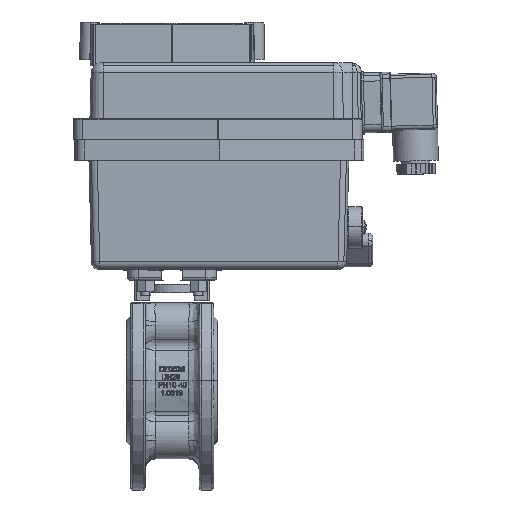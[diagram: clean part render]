
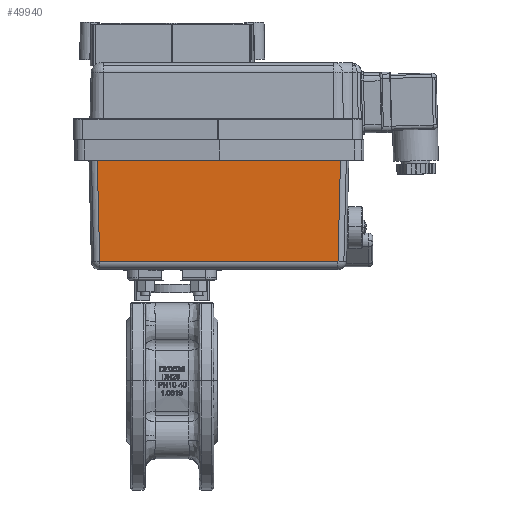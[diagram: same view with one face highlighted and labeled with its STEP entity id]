
A CAD part, top view. The second image highlights one B-rep face of the part: STEP entity #49940.
In plain terms, the highlighted planar face has unit normal (0, -0.024, 1).
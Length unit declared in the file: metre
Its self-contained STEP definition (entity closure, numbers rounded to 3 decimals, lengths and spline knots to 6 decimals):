
#1884 = CARTESIAN_POINT ( 'NONE',  ( 0.070688, 0.10395, 0.146574 ) ) ;
#4981 = ORIENTED_EDGE ( 'NONE', *, *, #5319, .F. ) ;
#5319 = EDGE_CURVE ( 'NONE', #64798, #6695, #35604, .T. ) ;
#5530 = CARTESIAN_POINT ( 'NONE',  ( -0.045133, 0.055353, 0.145394 ) ) ;
#6695 = VERTEX_POINT ( 'NONE', #60011 ) ;
#12163 = LINE ( 'NONE', #36941, #38284 ) ;
#13299 = ORIENTED_EDGE ( 'NONE', *, *, #67543, .F. ) ;
#13658 = FACE_OUTER_BOUND ( 'NONE', #53207, .T. ) ;
#14472 = LINE ( 'NONE', #1884, #60227 ) ;
#19885 = EDGE_CURVE ( 'NONE', #34840, #6695, #26258, .T. ) ;
#20942 = CARTESIAN_POINT ( 'NONE',  ( -0.045133, 0.055353, 0.145394 ) ) ;
#26258 = LINE ( 'NONE', #38454, #42512 ) ;
#28251 = CARTESIAN_POINT ( 'NONE',  ( -0.050313, 0.10395, 0.146574 ) ) ;
#33478 = ORIENTED_EDGE ( 'NONE', *, *, #57067, .F. ) ;
#33914 = DIRECTION ( 'NONE',  ( -1., 0., 0. ) ) ;
#34840 = VERTEX_POINT ( 'NONE', #51329 ) ;
#35604 = LINE ( 'NONE', #5530, #43689 ) ;
#36941 = CARTESIAN_POINT ( 'NONE',  ( 0.069507, 0.055353, 0.145394 ) ) ;
#37632 = DIRECTION ( 'NONE',  ( -1., 0., 0. ) ) ;
#38284 = VECTOR ( 'NONE', #61831, 1. ) ;
#38454 = CARTESIAN_POINT ( 'NONE',  ( 0.070688, 0.10395, 0.146574 ) ) ;
#40418 = DIRECTION ( 'NONE',  ( 0., -0.024, 1. ) ) ;
#42512 = VECTOR ( 'NONE', #37632, 1. ) ;
#43689 = VECTOR ( 'NONE', #67375, 1. ) ;
#49940 = ADVANCED_FACE ( 'NONE', ( #13658 ), #68586, .T. ) ;
#51329 = CARTESIAN_POINT ( 'NONE',  ( 0.070688, 0.10395, 0.146574 ) ) ;
#53207 = EDGE_LOOP ( 'NONE', ( #13299, #33478, #72580, #4981 ) ) ;
#54077 = CARTESIAN_POINT ( 'NONE',  ( 0.069507, 0.055353, 0.145394 ) ) ;
#57067 = EDGE_CURVE ( 'NONE', #34840, #65540, #14472, .T. ) ;
#60011 = CARTESIAN_POINT ( 'NONE',  ( -0.046314, 0.10395, 0.146574 ) ) ;
#60227 = VECTOR ( 'NONE', #71024, 1. ) ;
#61831 = DIRECTION ( 'NONE',  ( -1., 0., 0. ) ) ;
#64798 = VERTEX_POINT ( 'NONE', #20942 ) ;
#65540 = VERTEX_POINT ( 'NONE', #54077 ) ;
#67375 = DIRECTION ( 'NONE',  ( -0.024, 0.999, 0.024 ) ) ;
#67543 = EDGE_CURVE ( 'NONE', #65540, #64798, #12163, .T. ) ;
#68586 = PLANE ( 'NONE',  #76638 ) ;
#71024 = DIRECTION ( 'NONE',  ( -0.024, -0.999, -0.024 ) ) ;
#72580 = ORIENTED_EDGE ( 'NONE', *, *, #19885, .T. ) ;
#76638 = AXIS2_PLACEMENT_3D ( 'NONE', #28251, #40418, #33914 ) ;
